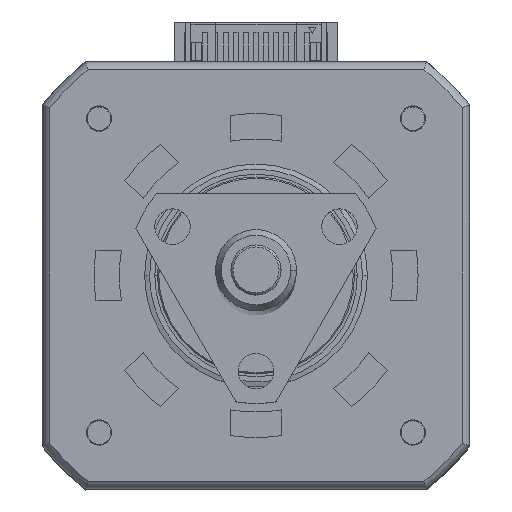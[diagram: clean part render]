
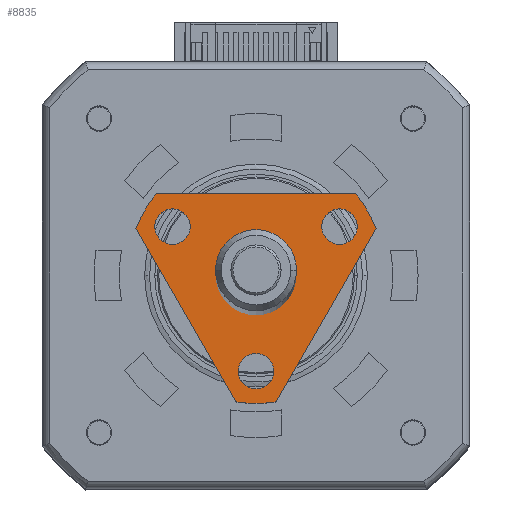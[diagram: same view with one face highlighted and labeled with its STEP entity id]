
A CAD part, top view. The second image highlights one B-rep face of the part: STEP entity #8835.
In plain terms, the highlighted planar face has unit normal (0, 0, 1).
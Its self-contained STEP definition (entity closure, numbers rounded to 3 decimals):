
#36 = FACE_BOUND ( 'NONE', #26218, .T. ) ;
#165 = VECTOR ( 'NONE', #12499, 1000. ) ;
#692 = CIRCLE ( 'NONE', #7109, 1.75 ) ;
#983 = DIRECTION ( 'NONE',  ( -1., 0., 0. ) ) ;
#1368 = VERTEX_POINT ( 'NONE', #13838 ) ;
#1919 = EDGE_CURVE ( 'NONE', #30173, #28814, #33820, .T. ) ;
#2327 = ORIENTED_EDGE ( 'NONE', *, *, #26329, .F. ) ;
#3208 = CIRCLE ( 'NONE', #31748, 12.7 ) ;
#3756 = DIRECTION ( 'NONE',  ( 0., 0., -1. ) ) ;
#3840 = EDGE_CURVE ( 'NONE', #12303, #14240, #23497, .T. ) ;
#3959 = CARTESIAN_POINT ( 'NONE',  ( -8., -13.856, 42.5 ) ) ;
#3997 = CIRCLE ( 'NONE', #16967, 1.75 ) ;
#4287 = CARTESIAN_POINT ( 'NONE',  ( -4.542, -11.86, 42.5 ) ) ;
#4951 = ORIENTED_EDGE ( 'NONE', *, *, #20028, .F. ) ;
#4958 = AXIS2_PLACEMENT_3D ( 'NONE', #34994, #17712, #983 ) ;
#5477 = CARTESIAN_POINT ( 'NONE',  ( -4.762, -8.249, 42.5 ) ) ;
#5822 = ORIENTED_EDGE ( 'NONE', *, *, #33098, .F. ) ;
#6708 = DIRECTION ( 'NONE',  ( 0., 0., -1. ) ) ;
#6978 = VERTEX_POINT ( 'NONE', #8665 ) ;
#7090 = CARTESIAN_POINT ( 'NONE',  ( 0., 0., 42.5 ) ) ;
#7109 = AXIS2_PLACEMENT_3D ( 'NONE', #5477, #23001, #28567 ) ;
#7322 = DIRECTION ( 'NONE',  ( 1., 0., 0. ) ) ;
#7333 = CARTESIAN_POINT ( 'NONE',  ( 16., 0., 42.5 ) ) ;
#7724 = CARTESIAN_POINT ( 'NONE',  ( -3., 0., 42.5 ) ) ;
#7727 = CIRCLE ( 'NONE', #4958, 1.75 ) ;
#7833 = EDGE_CURVE ( 'NONE', #28814, #28604, #3208, .T. ) ;
#8138 = DIRECTION ( 'NONE',  ( 1., 0., 0. ) ) ;
#8323 = DIRECTION ( 'NONE',  ( 0., 0., 1. ) ) ;
#8333 = DIRECTION ( 'NONE',  ( -1., 0., 0. ) ) ;
#8373 = ORIENTED_EDGE ( 'NONE', *, *, #20088, .T. ) ;
#8665 = CARTESIAN_POINT ( 'NONE',  ( -6.512, -8.249, 42.5 ) ) ;
#8798 = ORIENTED_EDGE ( 'NONE', *, *, #25444, .T. ) ;
#8835 = ADVANCED_FACE ( 'NONE', ( #34665, #15137, #36, #12001, #14665 ), #30034, .F. ) ;
#9463 = DIRECTION ( 'NONE',  ( 1., 0., 0. ) ) ;
#10119 = EDGE_LOOP ( 'NONE', ( #12340, #8798 ) ) ;
#11005 = CARTESIAN_POINT ( 'NONE',  ( -8., 9.864, 42.5 ) ) ;
#11074 = DIRECTION ( 'NONE',  ( 0., 0., -1. ) ) ;
#11186 = CARTESIAN_POINT ( 'NONE',  ( 0., 0., 42.5 ) ) ;
#11535 = CARTESIAN_POINT ( 'NONE',  ( 9.525, 0., 42.5 ) ) ;
#11556 = AXIS2_PLACEMENT_3D ( 'NONE', #30602, #11074, #8333 ) ;
#11823 = EDGE_LOOP ( 'NONE', ( #5822, #4951 ) ) ;
#11935 = CARTESIAN_POINT ( 'NONE',  ( 7.775, 0., 42.5 ) ) ;
#12001 = FACE_BOUND ( 'NONE', #10119, .T. ) ;
#12041 = CIRCLE ( 'NONE', #25358, 1.75 ) ;
#12060 = DIRECTION ( 'NONE',  ( -1., 0., 0. ) ) ;
#12090 = EDGE_CURVE ( 'NONE', #28604, #12303, #22895, .T. ) ;
#12176 = CARTESIAN_POINT ( 'NONE',  ( -4.762, 8.249, 42.5 ) ) ;
#12303 = VERTEX_POINT ( 'NONE', #33438 ) ;
#12340 = ORIENTED_EDGE ( 'NONE', *, *, #26283, .T. ) ;
#12495 = CARTESIAN_POINT ( 'NONE',  ( 12.7, 0., 42.5 ) ) ;
#12499 = DIRECTION ( 'NONE',  ( 0., 1., 0. ) ) ;
#13075 = DIRECTION ( 'NONE',  ( 1., 0., 0. ) ) ;
#13474 = ORIENTED_EDGE ( 'NONE', *, *, #7833, .F. ) ;
#13612 = AXIS2_PLACEMENT_3D ( 'NONE', #12176, #31683, #26085 ) ;
#13747 = CARTESIAN_POINT ( 'NONE',  ( -6.512, 8.249, 42.5 ) ) ;
#13838 = CARTESIAN_POINT ( 'NONE',  ( -3.012, -8.249, 42.5 ) ) ;
#14240 = VERTEX_POINT ( 'NONE', #4287 ) ;
#14615 = VERTEX_POINT ( 'NONE', #23091 ) ;
#14665 = FACE_BOUND ( 'NONE', #11823, .T. ) ;
#14833 = LINE ( 'NONE', #3959, #165 ) ;
#14921 = AXIS2_PLACEMENT_3D ( 'NONE', #30120, #24240, #13075 ) ;
#15137 = FACE_BOUND ( 'NONE', #19300, .T. ) ;
#15588 = CIRCLE ( 'NONE', #31317, 12.7 ) ;
#16456 = CARTESIAN_POINT ( 'NONE',  ( 11.275, 0., 42.5 ) ) ;
#16815 = VECTOR ( 'NONE', #27188, 1000. ) ;
#16967 = AXIS2_PLACEMENT_3D ( 'NONE', #11535, #6708, #23817 ) ;
#17712 = DIRECTION ( 'NONE',  ( 0., 0., -1. ) ) ;
#17753 = CARTESIAN_POINT ( 'NONE',  ( 0., 0., 42.5 ) ) ;
#18225 = CARTESIAN_POINT ( 'NONE',  ( -4.542, 11.86, 42.5 ) ) ;
#18699 = ORIENTED_EDGE ( 'NONE', *, *, #33629, .F. ) ;
#19265 = CIRCLE ( 'NONE', #34851, 3. ) ;
#19300 = EDGE_LOOP ( 'NONE', ( #22237, #20015 ) ) ;
#19741 = VERTEX_POINT ( 'NONE', #32086 ) ;
#20015 = ORIENTED_EDGE ( 'NONE', *, *, #30059, .T. ) ;
#20028 = EDGE_CURVE ( 'NONE', #35244, #27029, #22205, .T. ) ;
#20088 = EDGE_CURVE ( 'NONE', #36712, #35726, #3997, .T. ) ;
#20398 = VERTEX_POINT ( 'NONE', #13747 ) ;
#20551 = ORIENTED_EDGE ( 'NONE', *, *, #12090, .F. ) ;
#20635 = DIRECTION ( 'NONE',  ( 0., 0., -1. ) ) ;
#20698 = ORIENTED_EDGE ( 'NONE', *, *, #1919, .F. ) ;
#20922 = VECTOR ( 'NONE', #32712, 1000. ) ;
#21983 = AXIS2_PLACEMENT_3D ( 'NONE', #36708, #22290, #8138 ) ;
#22205 = CIRCLE ( 'NONE', #21983, 3. ) ;
#22237 = ORIENTED_EDGE ( 'NONE', *, *, #35420, .T. ) ;
#22290 = DIRECTION ( 'NONE',  ( 0., 0., 1. ) ) ;
#22895 = CIRCLE ( 'NONE', #14921, 12.7 ) ;
#23001 = DIRECTION ( 'NONE',  ( 0., 0., -1. ) ) ;
#23091 = CARTESIAN_POINT ( 'NONE',  ( -3.012, 8.249, 42.5 ) ) ;
#23497 = LINE ( 'NONE', #7333, #16815 ) ;
#23563 = VERTEX_POINT ( 'NONE', #11005 ) ;
#23817 = DIRECTION ( 'NONE',  ( -1., 0., 0. ) ) ;
#23989 = CARTESIAN_POINT ( 'NONE',  ( -8., 13.856, 42.5 ) ) ;
#24240 = DIRECTION ( 'NONE',  ( 0., 0., -1. ) ) ;
#25358 = AXIS2_PLACEMENT_3D ( 'NONE', #26334, #20635, #12060 ) ;
#25444 = EDGE_CURVE ( 'NONE', #1368, #6978, #692, .T. ) ;
#26085 = DIRECTION ( 'NONE',  ( -1., 0., 0. ) ) ;
#26218 = EDGE_LOOP ( 'NONE', ( #29959, #8373 ) ) ;
#26283 = EDGE_CURVE ( 'NONE', #6978, #1368, #7727, .T. ) ;
#26329 = EDGE_CURVE ( 'NONE', #19741, #23563, #14833, .T. ) ;
#26334 = CARTESIAN_POINT ( 'NONE',  ( 9.525, 0., 42.5 ) ) ;
#26849 = DIRECTION ( 'NONE',  ( -1., 0., 0. ) ) ;
#27029 = VERTEX_POINT ( 'NONE', #30760 ) ;
#27188 = DIRECTION ( 'NONE',  ( -0.866, -0.5, 0. ) ) ;
#27662 = CIRCLE ( 'NONE', #33653, 12.7 ) ;
#28065 = ORIENTED_EDGE ( 'NONE', *, *, #3840, .F. ) ;
#28486 = DIRECTION ( 'NONE',  ( 0., 0., -1. ) ) ;
#28567 = DIRECTION ( 'NONE',  ( -1., 0., 0. ) ) ;
#28604 = VERTEX_POINT ( 'NONE', #12495 ) ;
#28814 = VERTEX_POINT ( 'NONE', #30023 ) ;
#29620 = AXIS2_PLACEMENT_3D ( 'NONE', #31598, #34802, #26849 ) ;
#29959 = ORIENTED_EDGE ( 'NONE', *, *, #35738, .T. ) ;
#30023 = CARTESIAN_POINT ( 'NONE',  ( 12.542, 1.996, 42.5 ) ) ;
#30034 = PLANE ( 'NONE',  #29620 ) ;
#30059 = EDGE_CURVE ( 'NONE', #14615, #20398, #31768, .T. ) ;
#30120 = CARTESIAN_POINT ( 'NONE',  ( 0., 0., 42.5 ) ) ;
#30173 = VERTEX_POINT ( 'NONE', #18225 ) ;
#30602 = CARTESIAN_POINT ( 'NONE',  ( -4.762, 8.249, 42.5 ) ) ;
#30760 = CARTESIAN_POINT ( 'NONE',  ( 3., 0., 42.5 ) ) ;
#31080 = DIRECTION ( 'NONE',  ( 1., 0., 0. ) ) ;
#31317 = AXIS2_PLACEMENT_3D ( 'NONE', #17753, #3756, #9463 ) ;
#31451 = CIRCLE ( 'NONE', #11556, 1.75 ) ;
#31506 = CARTESIAN_POINT ( 'NONE',  ( 0., 0., 42.5 ) ) ;
#31598 = CARTESIAN_POINT ( 'NONE',  ( 0., 0., 42.5 ) ) ;
#31683 = DIRECTION ( 'NONE',  ( 0., 0., -1. ) ) ;
#31748 = AXIS2_PLACEMENT_3D ( 'NONE', #31506, #28486, #36819 ) ;
#31768 = CIRCLE ( 'NONE', #13612, 1.75 ) ;
#31948 = EDGE_LOOP ( 'NONE', ( #35711, #2327, #18699, #28065, #20551, #13474, #20698 ) ) ;
#32086 = CARTESIAN_POINT ( 'NONE',  ( -8., -9.864, 42.5 ) ) ;
#32540 = DIRECTION ( 'NONE',  ( 0., 0., -1. ) ) ;
#32712 = DIRECTION ( 'NONE',  ( 0.866, -0.5, 0. ) ) ;
#33098 = EDGE_CURVE ( 'NONE', #27029, #35244, #19265, .T. ) ;
#33438 = CARTESIAN_POINT ( 'NONE',  ( 12.542, -1.996, 42.5 ) ) ;
#33629 = EDGE_CURVE ( 'NONE', #14240, #19741, #27662, .T. ) ;
#33653 = AXIS2_PLACEMENT_3D ( 'NONE', #7090, #32540, #7322 ) ;
#33820 = LINE ( 'NONE', #23989, #20922 ) ;
#34665 = FACE_OUTER_BOUND ( 'NONE', #31948, .T. ) ;
#34802 = DIRECTION ( 'NONE',  ( 0., 0., -1. ) ) ;
#34851 = AXIS2_PLACEMENT_3D ( 'NONE', #11186, #8323, #31080 ) ;
#34994 = CARTESIAN_POINT ( 'NONE',  ( -4.762, -8.249, 42.5 ) ) ;
#35244 = VERTEX_POINT ( 'NONE', #7724 ) ;
#35420 = EDGE_CURVE ( 'NONE', #20398, #14615, #31451, .T. ) ;
#35711 = ORIENTED_EDGE ( 'NONE', *, *, #35797, .F. ) ;
#35726 = VERTEX_POINT ( 'NONE', #11935 ) ;
#35738 = EDGE_CURVE ( 'NONE', #35726, #36712, #12041, .T. ) ;
#35797 = EDGE_CURVE ( 'NONE', #23563, #30173, #15588, .T. ) ;
#36708 = CARTESIAN_POINT ( 'NONE',  ( 0., 0., 42.5 ) ) ;
#36712 = VERTEX_POINT ( 'NONE', #16456 ) ;
#36819 = DIRECTION ( 'NONE',  ( 1., 0., 0. ) ) ;
